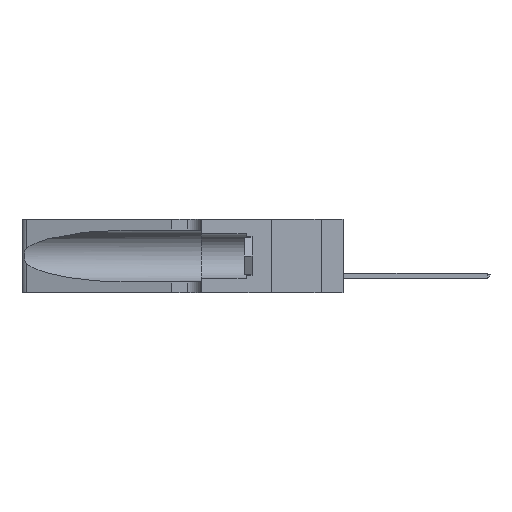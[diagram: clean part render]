
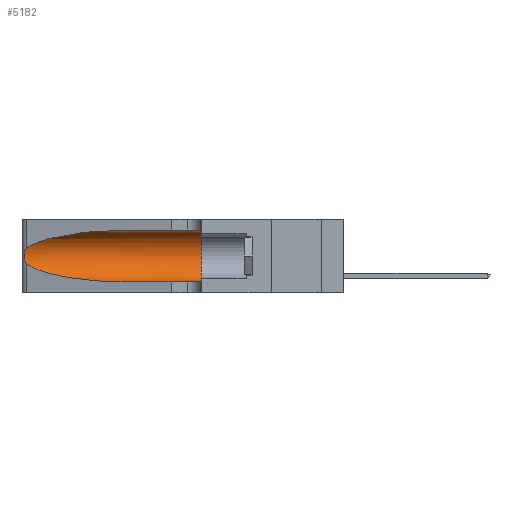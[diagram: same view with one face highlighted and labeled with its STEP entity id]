
A CAD part, left-side view. The second image highlights one B-rep face of the part: STEP entity #5182.
In plain terms, the highlighted cylindrical face has radius 3.308 mm (diameter 6.617 mm), a partial arc.
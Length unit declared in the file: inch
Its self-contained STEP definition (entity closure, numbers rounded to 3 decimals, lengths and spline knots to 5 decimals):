
#881 = CARTESIAN_POINT ( 'NONE',  ( 0.25487, 1.22718, 0.14631 ) ) ;
#958 = CARTESIAN_POINT ( 'NONE',  ( 0.25854, 1.2359, 0.20912 ) ) ;
#1131 = VERTEX_POINT ( 'NONE', #23957 ) ;
#1493 = CARTESIAN_POINT ( 'NONE',  ( 0.18966, 0.96281, 0.31525 ) ) ;
#1678 = VERTEX_POINT ( 'NONE', #8225 ) ;
#1975 = VERTEX_POINT ( 'NONE', #22687 ) ;
#2175 = CARTESIAN_POINT ( 'NONE',  ( 0.25487, 1.22718, 0.14631 ) ) ;
#2662 = CYLINDRICAL_SURFACE ( 'NONE', #16482, 0.13025 ) ;
#2849 = CARTESIAN_POINT ( 'NONE',  ( 0.1305, 0.72297, 0.05475 ) ) ;
#4612 = CARTESIAN_POINT ( 'NONE',  ( 0.26075, 1.23896, 0.178 ) ) ;
#4669 = EDGE_CURVE ( 'NONE', #8017, #22983, #11295, .T. ) ;
#4692 = CARTESIAN_POINT ( 'NONE',  ( 0.26017, 1.23833, 0.17102 ) ) ;
#4866 = CARTESIAN_POINT ( 'NONE',  ( 0.25487, 1.22718, 0.22369 ) ) ;
#5103 = DIRECTION ( 'NONE',  ( 0., 1., 0. ) ) ;
#5125 = DIRECTION ( 'NONE',  ( 0., -1., 0. ) ) ;
#5182 = ADVANCED_FACE ( 'NONE', ( #8092 ), #2662, .F. ) ;
#5397 = ORIENTED_EDGE ( 'NONE', *, *, #8046, .F. ) ;
#5412 =( BOUNDED_CURVE ( )  B_SPLINE_CURVE ( 3, ( #9215, #1493, #22888, #11228 ),
 .UNSPECIFIED., .F., .T. ) 
 B_SPLINE_CURVE_WITH_KNOTS ( ( 4, 4 ),
 ( 1.5708, 2.84003 ),
 .UNSPECIFIED. ) 
 CURVE ( )  GEOMETRIC_REPRESENTATION_ITEM ( )  RATIONAL_B_SPLINE_CURVE ( ( 1., 0.87, 0.87, 1. ) ) 
 REPRESENTATION_ITEM ( '' )  );
#6046 = VERTEX_POINT ( 'NONE', #13589 ) ;
#6247 = AXIS2_PLACEMENT_3D ( 'NONE', #16722, #5103, #18647 ) ;
#6249 = LINE ( 'NONE', #12931, #19603 ) ;
#6612 = CARTESIAN_POINT ( 'NONE',  ( 0.25787, 1.23484, 0.2124 ) ) ;
#6762 =( BOUNDED_CURVE ( )  B_SPLINE_CURVE ( 3, ( #881, #18418, #10560, #2849 ),
 .UNSPECIFIED., .F., .F. ) 
 B_SPLINE_CURVE_WITH_KNOTS ( ( 4, 4 ),
 ( 3.44316, 4.71239 ),
 .UNSPECIFIED. ) 
 CURVE ( )  GEOMETRIC_REPRESENTATION_ITEM ( )  RATIONAL_B_SPLINE_CURVE ( ( 1., 0.87, 0.87, 1. ) ) 
 REPRESENTATION_ITEM ( '' )  );
#7070 = EDGE_CURVE ( 'NONE', #1678, #1131, #8278, .T. ) ;
#7229 = EDGE_CURVE ( 'NONE', #1678, #8017, #5412, .T. ) ;
#7800 = ORIENTED_EDGE ( 'NONE', *, *, #7229, .T. ) ;
#8017 = VERTEX_POINT ( 'NONE', #16892 ) ;
#8046 = EDGE_CURVE ( 'NONE', #1131, #1975, #12947, .T. ) ;
#8092 = FACE_OUTER_BOUND ( 'NONE', #10235, .T. ) ;
#8225 = CARTESIAN_POINT ( 'NONE',  ( 0.1305, 0.72297, 0.31525 ) ) ;
#8234 = EDGE_CURVE ( 'NONE', #6046, #1975, #6249, .T. ) ;
#8278 = LINE ( 'NONE', #22246, #11644 ) ;
#8496 = CARTESIAN_POINT ( 'NONE',  ( 0.25856, 1.23593, 0.16098 ) ) ;
#9215 = CARTESIAN_POINT ( 'NONE',  ( 0.1305, 0.72297, 0.31525 ) ) ;
#9590 = ORIENTED_EDGE ( 'NONE', *, *, #4669, .T. ) ;
#10235 = EDGE_LOOP ( 'NONE', ( #7800, #9590, #21118, #20641, #5397, #10769 ) ) ;
#10560 = CARTESIAN_POINT ( 'NONE',  ( 0.18966, 0.96281, 0.05475 ) ) ;
#10769 = ORIENTED_EDGE ( 'NONE', *, *, #7070, .F. ) ;
#11228 = CARTESIAN_POINT ( 'NONE',  ( 0.25487, 1.22718, 0.22369 ) ) ;
#11295 = B_SPLINE_CURVE_WITH_KNOTS ( 'NONE', 3,
 ( #4866, #22250, #20347, #6612, #958, #14207, #12396, #4612, #4692, #8496, #16138, #21981, #23909, #18238 ),
 .UNSPECIFIED., .F., .F.,
 ( 4, 2, 2, 2, 2, 2, 4 ),
 ( 0., 0.00027, 0.00053, 0.00107, 0.0016, 0.00187, 0.00214 ),
 .UNSPECIFIED. ) ;
#11644 = VECTOR ( 'NONE', #14702, 39.37008 ) ;
#12396 = CARTESIAN_POINT ( 'NONE',  ( 0.26075, 1.23896, 0.19203 ) ) ;
#12931 = CARTESIAN_POINT ( 'NONE',  ( 0.1305, 1.61858, 0.05475 ) ) ;
#12947 = CIRCLE ( 'NONE', #6247, 0.13025 ) ;
#13589 = CARTESIAN_POINT ( 'NONE',  ( 0.1305, 0.72297, 0.05475 ) ) ;
#13823 = EDGE_CURVE ( 'NONE', #22983, #6046, #6762, .T. ) ;
#14207 = CARTESIAN_POINT ( 'NONE',  ( 0.26018, 1.23835, 0.19895 ) ) ;
#14702 = DIRECTION ( 'NONE',  ( 0., -1., 0. ) ) ;
#16138 = CARTESIAN_POINT ( 'NONE',  ( 0.25789, 1.23486, 0.15765 ) ) ;
#16482 = AXIS2_PLACEMENT_3D ( 'NONE', #21281, #19177, #24996 ) ;
#16722 = CARTESIAN_POINT ( 'NONE',  ( 0.1305, 0.35, 0.185 ) ) ;
#16892 = CARTESIAN_POINT ( 'NONE',  ( 0.25487, 1.22718, 0.22369 ) ) ;
#18238 = CARTESIAN_POINT ( 'NONE',  ( 0.25487, 1.22718, 0.14631 ) ) ;
#18418 = CARTESIAN_POINT ( 'NONE',  ( 0.2373, 1.15595, 0.08982 ) ) ;
#18647 = DIRECTION ( 'NONE',  ( 0., 0., 1. ) ) ;
#19177 = DIRECTION ( 'NONE',  ( 0., -1., 0. ) ) ;
#19603 = VECTOR ( 'NONE', #5125, 39.37008 ) ;
#20347 = CARTESIAN_POINT ( 'NONE',  ( 0.25639, 1.23184, 0.21858 ) ) ;
#20641 = ORIENTED_EDGE ( 'NONE', *, *, #8234, .T. ) ;
#21118 = ORIENTED_EDGE ( 'NONE', *, *, #13823, .T. ) ;
#21281 = CARTESIAN_POINT ( 'NONE',  ( 0.1305, 1.61858, 0.185 ) ) ;
#21981 = CARTESIAN_POINT ( 'NONE',  ( 0.25639, 1.23186, 0.15144 ) ) ;
#22246 = CARTESIAN_POINT ( 'NONE',  ( 0.1305, 1.61858, 0.31525 ) ) ;
#22250 = CARTESIAN_POINT ( 'NONE',  ( 0.25555, 1.22994, 0.2215 ) ) ;
#22687 = CARTESIAN_POINT ( 'NONE',  ( 0.1305, 0.35, 0.05475 ) ) ;
#22888 = CARTESIAN_POINT ( 'NONE',  ( 0.2373, 1.15595, 0.28018 ) ) ;
#22983 = VERTEX_POINT ( 'NONE', #2175 ) ;
#23909 = CARTESIAN_POINT ( 'NONE',  ( 0.25555, 1.22993, 0.14849 ) ) ;
#23957 = CARTESIAN_POINT ( 'NONE',  ( 0.1305, 0.35, 0.31525 ) ) ;
#24996 = DIRECTION ( 'NONE',  ( 0., 0., -1. ) ) ;
